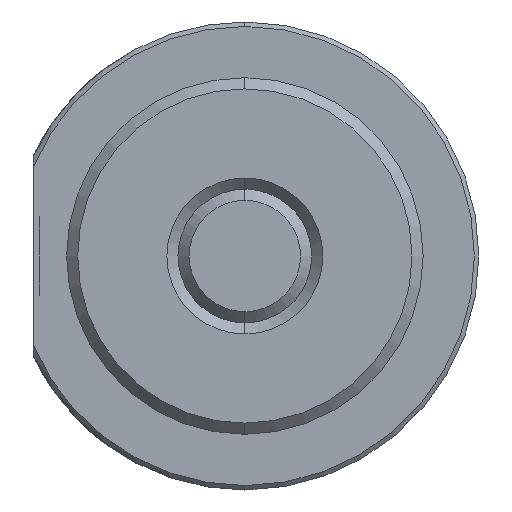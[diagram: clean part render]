
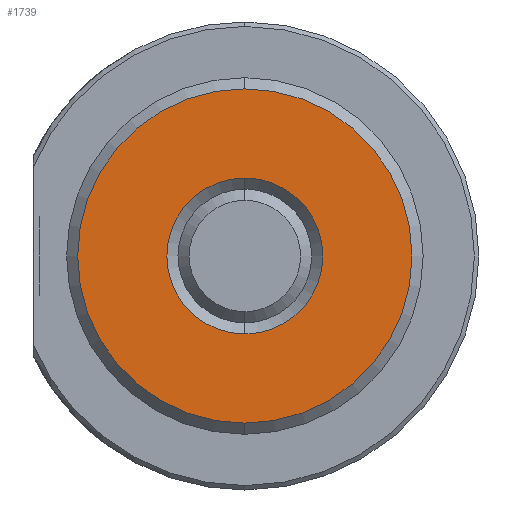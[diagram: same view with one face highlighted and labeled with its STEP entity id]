
A CAD part, left-side view. The second image highlights one B-rep face of the part: STEP entity #1739.
In plain terms, the highlighted planar face has unit normal (-1, 0, 0).
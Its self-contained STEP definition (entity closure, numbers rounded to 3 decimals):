
#98 = CIRCLE ( 'NONE', #3156, 7.5 ) ;
#104 = CIRCLE ( 'NONE', #3152, 3.5 ) ;
#119 = FACE_BOUND ( 'NONE', #2373, .T. ) ;
#124 = FACE_OUTER_BOUND ( 'NONE', #2283, .T. ) ;
#218 = EDGE_CURVE ( 'NONE', #2476, #2529, #2444, .T. ) ;
#312 = CARTESIAN_POINT ( 'NONE',  ( 0., 0., 0. ) ) ;
#318 = DIRECTION ( 'NONE',  ( 1., 0., 0. ) ) ;
#319 = DIRECTION ( 'NONE',  ( 0., 0., -1. ) ) ;
#324 = CARTESIAN_POINT ( 'NONE',  ( 0., 0., 0. ) ) ;
#331 = DIRECTION ( 'NONE',  ( -1., 0., 0. ) ) ;
#332 = DIRECTION ( 'NONE',  ( 0., 0., -1. ) ) ;
#417 = CARTESIAN_POINT ( 'NONE',  ( 0., 3., 0. ) ) ;
#418 = PLANE ( 'NONE',  #3185 ) ;
#419 = DIRECTION ( 'NONE',  ( 1., 0., 0. ) ) ;
#420 = DIRECTION ( 'NONE',  ( 0., 0., -1. ) ) ;
#787 = CARTESIAN_POINT ( 'NONE',  ( 0., 0., 7.5 ) ) ;
#834 = CARTESIAN_POINT ( 'NONE',  ( 0., 0., -7.5 ) ) ;
#859 = CARTESIAN_POINT ( 'NONE',  ( 0., 0., -3.5 ) ) ;
#874 = CARTESIAN_POINT ( 'NONE',  ( 0., 0., 3.5 ) ) ;
#1065 = CARTESIAN_POINT ( 'NONE',  ( 0., 0., 0. ) ) ;
#1070 = DIRECTION ( 'NONE',  ( 1., 0., 0. ) ) ;
#1071 = DIRECTION ( 'NONE',  ( 0., 0., -1. ) ) ;
#1484 = EDGE_CURVE ( 'NONE', #2739, #2759, #104, .T. ) ;
#1488 = EDGE_CURVE ( 'NONE', #2529, #2476, #98, .T. ) ;
#1543 = CARTESIAN_POINT ( 'NONE',  ( 0., 0., 0. ) ) ;
#1739 = ADVANCED_FACE ( 'NONE', ( #119, #124 ), #418, .F. ) ;
#1867 = DIRECTION ( 'NONE',  ( -1., 0., 0. ) ) ;
#1868 = DIRECTION ( 'NONE',  ( 0., 0., -1. ) ) ;
#1924 = ORIENTED_EDGE ( 'NONE', *, *, #218, .T. ) ;
#1925 = ORIENTED_EDGE ( 'NONE', *, *, #1488, .T. ) ;
#1926 = ORIENTED_EDGE ( 'NONE', *, *, #1484, .T. ) ;
#1927 = ORIENTED_EDGE ( 'NONE', *, *, #3011, .T. ) ;
#2283 = EDGE_LOOP ( 'NONE', ( #1925, #1924 ) ) ;
#2373 = EDGE_LOOP ( 'NONE', ( #1927, #1926 ) ) ;
#2444 = CIRCLE ( 'NONE', #3128, 7.5 ) ;
#2476 = VERTEX_POINT ( 'NONE', #787 ) ;
#2529 = VERTEX_POINT ( 'NONE', #834 ) ;
#2624 = CIRCLE ( 'NONE', #3314, 3.5 ) ;
#2739 = VERTEX_POINT ( 'NONE', #859 ) ;
#2759 = VERTEX_POINT ( 'NONE', #874 ) ;
#3011 = EDGE_CURVE ( 'NONE', #2759, #2739, #2624, .T. ) ;
#3128 = AXIS2_PLACEMENT_3D ( 'NONE', #1543, #1867, #1868 ) ;
#3152 = AXIS2_PLACEMENT_3D ( 'NONE', #312, #318, #319 ) ;
#3156 = AXIS2_PLACEMENT_3D ( 'NONE', #324, #331, #332 ) ;
#3185 = AXIS2_PLACEMENT_3D ( 'NONE', #417, #419, #420 ) ;
#3314 = AXIS2_PLACEMENT_3D ( 'NONE', #1065, #1070, #1071 ) ;
